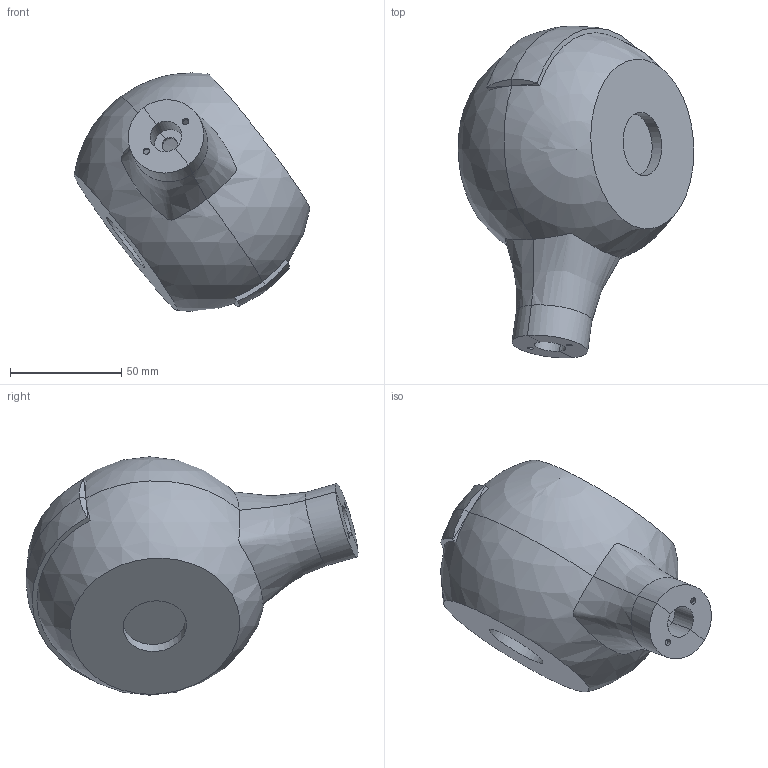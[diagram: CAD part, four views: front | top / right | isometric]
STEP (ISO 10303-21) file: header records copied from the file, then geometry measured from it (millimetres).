
FILE_DESCRIPTION(/* description */ (''),/* implementation_level */ '2;1');
FILE_NAME(/* name */ 'L5.step',/* time_stamp */ '2022-05-25T21:33:50+08:00',/* author */ (''),/* organization */ (''),/* preprocessor_version */ 'ST-DEVELOPER v18.1',/* originating_system */ 'Autodesk Translation Framework v10.14.0.1471',/* authorisation */ '');
FILE_SCHEMA (('AUTOMOTIVE_DESIGN { 1 0 10303 214 3 1 1 }'));
Length unit declared in the file: millimetre
Products named in the file (1): L5
Bounding box: 105.99 x 149.26 x 107.14 mm (x, y, z)
Volume: 71404.5 mm3; surface area: 81929.8 mm2
Topology: 2 solids, 2 shells, 62 faces, 168 edges, 112 vertices
Faces by surface type: plane 34, cylinder 16, sphere 8, bspline 4
Full cylindrical faces by diameter (mm): 2.857 x2, 28.571 x2, 32.143 x2
Entity records: 11737 total; most frequent: CARTESIAN_POINT 10103, DIRECTION 350, ORIENTED_EDGE 328, EDGE_CURVE 164, AXIS2_PLACEMENT_3D 142, VERTEX_POINT 112, CIRCLE 83, EDGE_LOOP 72
